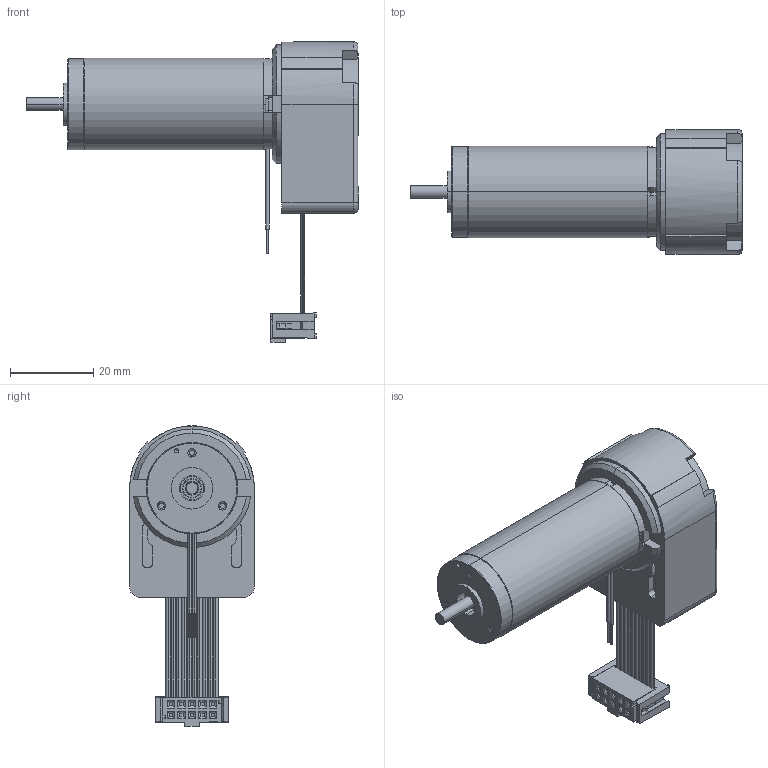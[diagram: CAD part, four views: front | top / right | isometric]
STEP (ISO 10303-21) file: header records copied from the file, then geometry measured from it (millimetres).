
FILE_DESCRIPTION(('STEP AP214'),'1');
FILE_NAME('cctmp_415FC419-2642-43A8-B194-41D23B2387E7_2022_3_26_1_57_28_325..stp','2022-03-26T00:57:29',('maxon motor ag'),('CADClick - www.CADClick.com'),'Spatial InterOp 3D',' ','unknown authorization');
FILE_SCHEMA(('AUTOMOTIVE_DESIGN'));
Length unit declared in the file: millimetre
Products named in the file (9): 0
Assembly tree (8 placements, depth 2):
  (unnamed)
    0
    0
    0
    0
    0
    0
    0
    0
Bounding box: 79.8 x 30 x 72.2 mm (x, y, z)
Volume: 28691.4 mm3; surface area: 19257.3 mm2
Topology: 11 solids, 11 shells, 1473 faces, 4151 edges, 2693 vertices
Faces by surface type: plane 1140, cylinder 222, cone 74, torus 35, sphere 2
Entity records: 59600 total; most frequent: CARTESIAN_POINT 8540, ORIENTED_EDGE 8298, DIRECTION 7722, EDGE_CURVE 4149, LINE 3500, VECTOR 3500, VERTEX_POINT 2693, AXIS2_PLACEMENT_3D 2111
